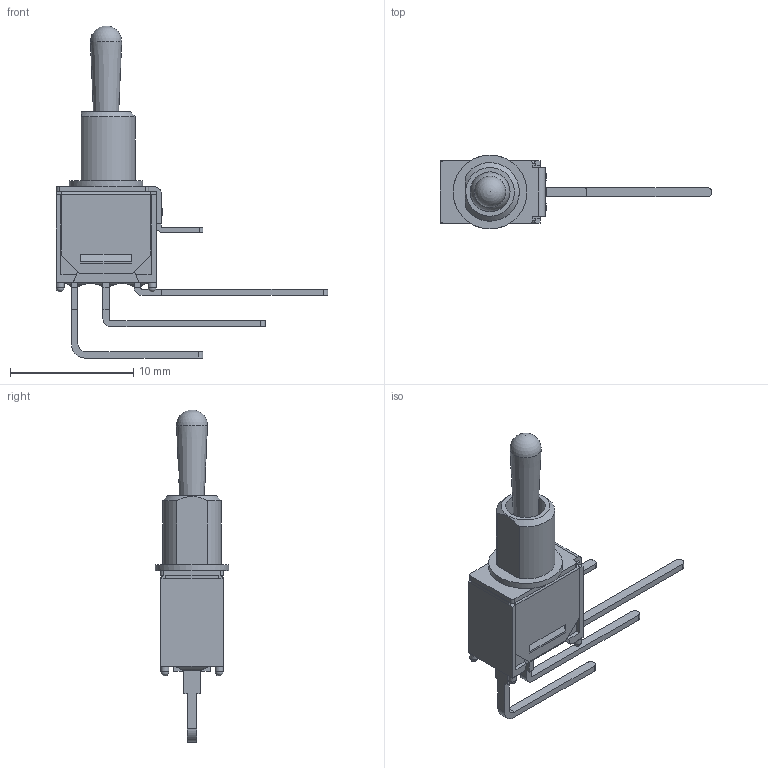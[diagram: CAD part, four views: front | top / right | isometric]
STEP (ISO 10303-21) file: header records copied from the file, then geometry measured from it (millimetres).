
FILE_DESCRIPTION(/* description */ (''),/* implementation_level */ '2;1');
FILE_NAME(/* name */ '200MSPxT3B2M7xE.stp',/* time_stamp */ '2025-04-29T14:18:28-05:00',/* author */ ('mroman'),/* organization */ (''),/* preprocessor_version */ 'ST-DEVELOPER v18.1',/* originating_system */ 'Autodesk Inventor 2022',/* authorisation */ '');
FILE_SCHEMA (('AUTOMOTIVE_DESIGN { 1 0 10303 214 3 1 1 }'));
Length unit declared in the file: inch
Products named in the file (1): 200MSPxT3B2M7xE
Bounding box: 22.1 x 6 x 26.98 mm (x, y, z)
Volume: 319.2 mm3; surface area: 1040.8 mm2
Topology: 1 solids, 2 shells, 195 faces, 535 edges, 339 vertices
Faces by surface type: plane 148, cylinder 34, sphere 7, cone 4, bspline 2
Full cylindrical faces by diameter (mm): 0.65 x4, 3.25 x2, 6 x1
Entity records: 6237 total; most frequent: CARTESIAN_POINT 1207, ORIENTED_EDGE 1060, DIRECTION 1010, EDGE_CURVE 530, LINE 420, VECTOR 420, VERTEX_POINT 339, AXIS2_PLACEMENT_3D 295
